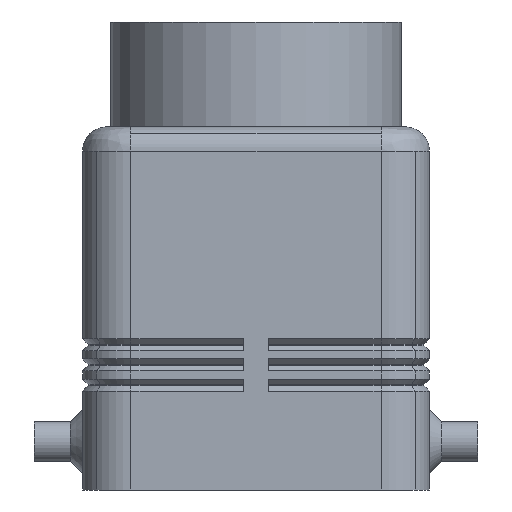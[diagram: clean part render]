
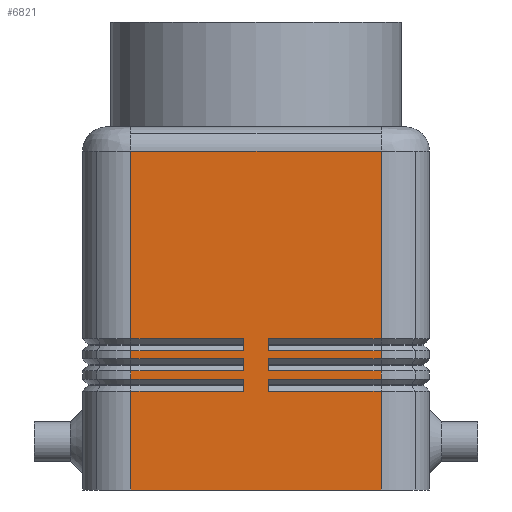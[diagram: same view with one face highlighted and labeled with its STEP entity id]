
A CAD part, left-side view. The second image highlights one B-rep face of the part: STEP entity #6821.
In plain terms, the highlighted planar face has unit normal (-1, 0, 0).
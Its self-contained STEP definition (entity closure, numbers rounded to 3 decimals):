
#439=CARTESIAN_POINT('',(-46.75,-15.5,12.25));
#440=VERTEX_POINT('',#439);
#667=CARTESIAN_POINT('',(-46.75,-15.5,14.75));
#668=VERTEX_POINT('',#667);
#927=CARTESIAN_POINT('',(-46.75,-15.5,17.25));
#928=VERTEX_POINT('',#927);
#969=CARTESIAN_POINT('',(-46.75,15.5,13.75));
#970=VERTEX_POINT('',#969);
#1365=CARTESIAN_POINT('',(-46.75,15.5,16.25));
#1366=VERTEX_POINT('',#1365);
#1549=CARTESIAN_POINT('',(-46.75,15.5,18.75));
#1550=VERTEX_POINT('',#1549);
#4508=CARTESIAN_POINT('',(-46.75,-15.5,42.));
#4509=VERTEX_POINT('',#4508);
#4612=CARTESIAN_POINT('',(-46.75,15.5,42.));
#4613=VERTEX_POINT('',#4612);
#4621=CARTESIAN_POINT('',(-46.75,15.5,42.));
#4622=DIRECTION('',(0.0,-1.0,0.0));
#4623=VECTOR('',#4622,31.);
#4624=LINE('',#4621,#4623);
#4625=EDGE_CURVE('',#4613,#4509,#4624,.T.);
#6246=CARTESIAN_POINT('',(-46.75,15.5,17.25));
#6247=VERTEX_POINT('',#6246);
#6254=CARTESIAN_POINT('',(-46.75,1.5,17.25));
#6255=VERTEX_POINT('',#6254);
#6256=CARTESIAN_POINT('',(-46.75,15.5,17.25));
#6257=DIRECTION('',(0.0,-1.0,0.0));
#6258=VECTOR('',#6257,14.);
#6259=LINE('',#6256,#6258);
#6260=EDGE_CURVE('',#6247,#6255,#6259,.T.);
#6484=CARTESIAN_POINT('',(-46.75,1.5,18.75));
#6485=VERTEX_POINT('',#6484);
#6492=CARTESIAN_POINT('',(-46.75,1.5,18.75));
#6493=DIRECTION('',(0.0,1.0,0.0));
#6494=VECTOR('',#6493,14.);
#6495=LINE('',#6492,#6494);
#6496=EDGE_CURVE('',#6485,#1550,#6495,.T.);
#6507=CARTESIAN_POINT('',(-46.75,15.5,14.75));
#6508=VERTEX_POINT('',#6507);
#6540=CARTESIAN_POINT('',(-46.75,1.5,14.75));
#6541=VERTEX_POINT('',#6540);
#6542=CARTESIAN_POINT('',(-46.75,15.5,14.75));
#6543=DIRECTION('',(0.0,-1.0,0.0));
#6544=VECTOR('',#6543,14.);
#6545=LINE('',#6542,#6544);
#6546=EDGE_CURVE('',#6508,#6541,#6545,.T.);
#6636=CARTESIAN_POINT('',(-46.75,0.0,45.));
#6637=DIRECTION('',(-1.0,0.0,0.0));
#6638=DIRECTION('',(0.0,0.0,1.0));
#6639=AXIS2_PLACEMENT_3D('',#6636,#6637,#6638);
#6640=PLANE('',#6639);
#6641=ORIENTED_EDGE('',*,*,#4625,.F.);
#6642=CARTESIAN_POINT('',(-46.75,15.5,18.75));
#6643=DIRECTION('',(0.0,0.0,1.0));
#6644=VECTOR('',#6643,23.25);
#6645=LINE('',#6642,#6644);
#6646=EDGE_CURVE('',#1550,#4613,#6645,.T.);
#6647=ORIENTED_EDGE('',*,*,#6646,.F.);
#6648=ORIENTED_EDGE('',*,*,#6496,.F.);
#6649=CARTESIAN_POINT('',(-46.75,1.5,17.25));
#6650=DIRECTION('',(0.0,0.0,1.0));
#6651=VECTOR('',#6650,1.5);
#6652=LINE('',#6649,#6651);
#6653=EDGE_CURVE('',#6255,#6485,#6652,.T.);
#6654=ORIENTED_EDGE('',*,*,#6653,.F.);
#6655=ORIENTED_EDGE('',*,*,#6260,.F.);
#6656=CARTESIAN_POINT('',(-46.75,15.5,16.25));
#6657=DIRECTION('',(0.0,0.0,1.0));
#6658=VECTOR('',#6657,1.);
#6659=LINE('',#6656,#6658);
#6660=EDGE_CURVE('',#1366,#6247,#6659,.T.);
#6661=ORIENTED_EDGE('',*,*,#6660,.F.);
#6662=CARTESIAN_POINT('',(-46.75,1.5,16.25));
#6663=VERTEX_POINT('',#6662);
#6664=CARTESIAN_POINT('',(-46.75,1.5,16.25));
#6665=DIRECTION('',(0.0,1.0,0.0));
#6666=VECTOR('',#6665,14.);
#6667=LINE('',#6664,#6666);
#6668=EDGE_CURVE('',#6663,#1366,#6667,.T.);
#6669=ORIENTED_EDGE('',*,*,#6668,.F.);
#6670=CARTESIAN_POINT('',(-46.75,1.5,14.75));
#6671=DIRECTION('',(0.0,0.0,1.0));
#6672=VECTOR('',#6671,1.5);
#6673=LINE('',#6670,#6672);
#6674=EDGE_CURVE('',#6541,#6663,#6673,.T.);
#6675=ORIENTED_EDGE('',*,*,#6674,.F.);
#6676=ORIENTED_EDGE('',*,*,#6546,.F.);
#6677=CARTESIAN_POINT('',(-46.75,15.5,13.75));
#6678=DIRECTION('',(0.0,0.0,1.0));
#6679=VECTOR('',#6678,1.);
#6680=LINE('',#6677,#6679);
#6681=EDGE_CURVE('',#970,#6508,#6680,.T.);
#6682=ORIENTED_EDGE('',*,*,#6681,.F.);
#6683=CARTESIAN_POINT('',(-46.75,1.5,13.75));
#6684=VERTEX_POINT('',#6683);
#6685=CARTESIAN_POINT('',(-46.75,1.5,13.75));
#6686=DIRECTION('',(0.0,1.0,0.0));
#6687=VECTOR('',#6686,14.);
#6688=LINE('',#6685,#6687);
#6689=EDGE_CURVE('',#6684,#970,#6688,.T.);
#6690=ORIENTED_EDGE('',*,*,#6689,.F.);
#6691=CARTESIAN_POINT('',(-46.75,1.5,12.25));
#6692=VERTEX_POINT('',#6691);
#6693=CARTESIAN_POINT('',(-46.75,1.5,12.25));
#6694=DIRECTION('',(0.0,0.0,1.0));
#6695=VECTOR('',#6694,1.5);
#6696=LINE('',#6693,#6695);
#6697=EDGE_CURVE('',#6692,#6684,#6696,.T.);
#6698=ORIENTED_EDGE('',*,*,#6697,.F.);
#6699=CARTESIAN_POINT('',(-46.75,15.5,12.25));
#6700=VERTEX_POINT('',#6699);
#6701=CARTESIAN_POINT('',(-46.75,15.5,12.25));
#6702=DIRECTION('',(0.0,-1.0,0.0));
#6703=VECTOR('',#6702,14.);
#6704=LINE('',#6701,#6703);
#6705=EDGE_CURVE('',#6700,#6692,#6704,.T.);
#6706=ORIENTED_EDGE('',*,*,#6705,.F.);
#6707=CARTESIAN_POINT('',(-46.75,15.5,0.0));
#6708=VERTEX_POINT('',#6707);
#6709=CARTESIAN_POINT('',(-46.75,15.5,0.0));
#6710=DIRECTION('',(0.0,0.0,1.0));
#6711=VECTOR('',#6710,12.25);
#6712=LINE('',#6709,#6711);
#6713=EDGE_CURVE('',#6708,#6700,#6712,.T.);
#6714=ORIENTED_EDGE('',*,*,#6713,.F.);
#6715=CARTESIAN_POINT('',(-46.75,-15.5,0.0));
#6716=VERTEX_POINT('',#6715);
#6717=CARTESIAN_POINT('',(-46.75,-15.5,0.0));
#6718=DIRECTION('',(0.0,1.0,0.0));
#6719=VECTOR('',#6718,31.);
#6720=LINE('',#6717,#6719);
#6721=EDGE_CURVE('',#6716,#6708,#6720,.T.);
#6722=ORIENTED_EDGE('',*,*,#6721,.F.);
#6723=CARTESIAN_POINT('',(-46.75,-15.5,12.25));
#6724=DIRECTION('',(0.0,0.0,-1.0));
#6725=VECTOR('',#6724,12.25);
#6726=LINE('',#6723,#6725);
#6727=EDGE_CURVE('',#440,#6716,#6726,.T.);
#6728=ORIENTED_EDGE('',*,*,#6727,.F.);
#6729=CARTESIAN_POINT('',(-46.75,-1.5,12.25));
#6730=VERTEX_POINT('',#6729);
#6731=CARTESIAN_POINT('',(-46.75,-1.5,12.25));
#6732=DIRECTION('',(0.0,-1.0,0.0));
#6733=VECTOR('',#6732,14.);
#6734=LINE('',#6731,#6733);
#6735=EDGE_CURVE('',#6730,#440,#6734,.T.);
#6736=ORIENTED_EDGE('',*,*,#6735,.F.);
#6737=CARTESIAN_POINT('',(-46.75,-1.5,13.75));
#6738=VERTEX_POINT('',#6737);
#6739=CARTESIAN_POINT('',(-46.75,-1.5,13.75));
#6740=DIRECTION('',(0.0,0.0,-1.0));
#6741=VECTOR('',#6740,1.5);
#6742=LINE('',#6739,#6741);
#6743=EDGE_CURVE('',#6738,#6730,#6742,.T.);
#6744=ORIENTED_EDGE('',*,*,#6743,.F.);
#6745=CARTESIAN_POINT('',(-46.75,-15.5,13.75));
#6746=VERTEX_POINT('',#6745);
#6747=CARTESIAN_POINT('',(-46.75,-15.5,13.75));
#6748=DIRECTION('',(0.0,1.0,0.0));
#6749=VECTOR('',#6748,14.);
#6750=LINE('',#6747,#6749);
#6751=EDGE_CURVE('',#6746,#6738,#6750,.T.);
#6752=ORIENTED_EDGE('',*,*,#6751,.F.);
#6753=CARTESIAN_POINT('',(-46.75,-15.5,14.75));
#6754=DIRECTION('',(0.0,0.0,-1.0));
#6755=VECTOR('',#6754,1.);
#6756=LINE('',#6753,#6755);
#6757=EDGE_CURVE('',#668,#6746,#6756,.T.);
#6758=ORIENTED_EDGE('',*,*,#6757,.F.);
#6759=CARTESIAN_POINT('',(-46.75,-1.5,14.75));
#6760=VERTEX_POINT('',#6759);
#6761=CARTESIAN_POINT('',(-46.75,-1.5,14.75));
#6762=DIRECTION('',(0.0,-1.0,0.0));
#6763=VECTOR('',#6762,14.);
#6764=LINE('',#6761,#6763);
#6765=EDGE_CURVE('',#6760,#668,#6764,.T.);
#6766=ORIENTED_EDGE('',*,*,#6765,.F.);
#6767=CARTESIAN_POINT('',(-46.75,-1.5,16.25));
#6768=VERTEX_POINT('',#6767);
#6769=CARTESIAN_POINT('',(-46.75,-1.5,16.25));
#6770=DIRECTION('',(0.0,0.0,-1.0));
#6771=VECTOR('',#6770,1.5);
#6772=LINE('',#6769,#6771);
#6773=EDGE_CURVE('',#6768,#6760,#6772,.T.);
#6774=ORIENTED_EDGE('',*,*,#6773,.F.);
#6775=CARTESIAN_POINT('',(-46.75,-15.5,16.25));
#6776=VERTEX_POINT('',#6775);
#6777=CARTESIAN_POINT('',(-46.75,-15.5,16.25));
#6778=DIRECTION('',(0.0,1.0,0.0));
#6779=VECTOR('',#6778,14.);
#6780=LINE('',#6777,#6779);
#6781=EDGE_CURVE('',#6776,#6768,#6780,.T.);
#6782=ORIENTED_EDGE('',*,*,#6781,.F.);
#6783=CARTESIAN_POINT('',(-46.75,-15.5,17.25));
#6784=DIRECTION('',(0.0,0.0,-1.0));
#6785=VECTOR('',#6784,1.);
#6786=LINE('',#6783,#6785);
#6787=EDGE_CURVE('',#928,#6776,#6786,.T.);
#6788=ORIENTED_EDGE('',*,*,#6787,.F.);
#6789=CARTESIAN_POINT('',(-46.75,-1.5,17.25));
#6790=VERTEX_POINT('',#6789);
#6791=CARTESIAN_POINT('',(-46.75,-1.5,17.25));
#6792=DIRECTION('',(0.0,-1.0,0.0));
#6793=VECTOR('',#6792,14.);
#6794=LINE('',#6791,#6793);
#6795=EDGE_CURVE('',#6790,#928,#6794,.T.);
#6796=ORIENTED_EDGE('',*,*,#6795,.F.);
#6797=CARTESIAN_POINT('',(-46.75,-1.5,18.75));
#6798=VERTEX_POINT('',#6797);
#6799=CARTESIAN_POINT('',(-46.75,-1.5,18.75));
#6800=DIRECTION('',(0.0,0.0,-1.0));
#6801=VECTOR('',#6800,1.5);
#6802=LINE('',#6799,#6801);
#6803=EDGE_CURVE('',#6798,#6790,#6802,.T.);
#6804=ORIENTED_EDGE('',*,*,#6803,.F.);
#6805=CARTESIAN_POINT('',(-46.75,-15.5,18.75));
#6806=VERTEX_POINT('',#6805);
#6807=CARTESIAN_POINT('',(-46.75,-15.5,18.75));
#6808=DIRECTION('',(0.0,1.0,0.0));
#6809=VECTOR('',#6808,14.);
#6810=LINE('',#6807,#6809);
#6811=EDGE_CURVE('',#6806,#6798,#6810,.T.);
#6812=ORIENTED_EDGE('',*,*,#6811,.F.);
#6813=CARTESIAN_POINT('',(-46.75,-15.5,42.));
#6814=DIRECTION('',(0.0,0.0,-1.0));
#6815=VECTOR('',#6814,23.25);
#6816=LINE('',#6813,#6815);
#6817=EDGE_CURVE('',#4509,#6806,#6816,.T.);
#6818=ORIENTED_EDGE('',*,*,#6817,.F.);
#6819=EDGE_LOOP('',(#6641,#6647,#6648,#6654,#6655,#6661,#6669,#6675,#6676,#6682,#6690,#6698,#6706,#6714,#6722,#6728,#6736,#6744,#6752,#6758,#6766,#6774,#6782,#6788,#6796,#6804,#6812,#6818));
#6820=FACE_OUTER_BOUND('',#6819,.T.);
#6821=ADVANCED_FACE('',(#6820),#6640,.T.);
